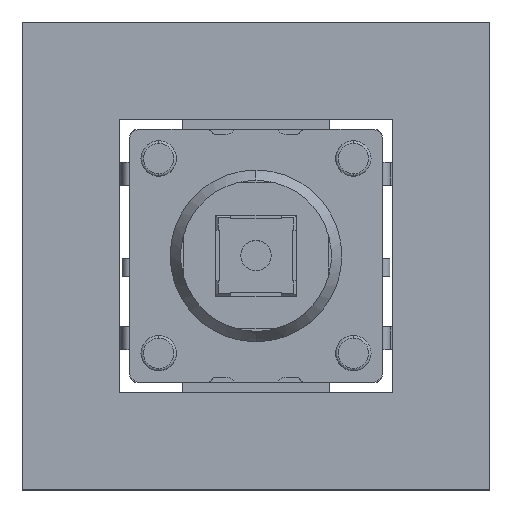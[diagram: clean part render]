
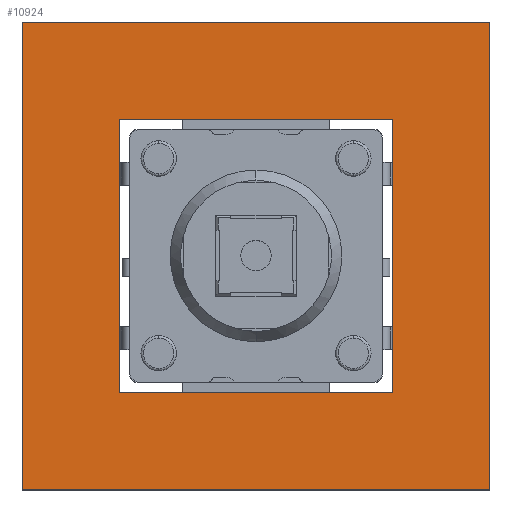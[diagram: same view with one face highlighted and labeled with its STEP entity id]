
A CAD part, top view. The second image highlights one B-rep face of the part: STEP entity #10924.
In plain terms, the highlighted planar face has unit normal (0, 0, 1).
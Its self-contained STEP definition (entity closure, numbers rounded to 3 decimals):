
#10827 = VERTEX_POINT('',#10828);
#10828 = CARTESIAN_POINT('',(9.25,-9.25,0.));
#10845 = VERTEX_POINT('',#10846);
#10846 = CARTESIAN_POINT('',(9.25,9.25,0.));
#10852 = EDGE_CURVE('',#10827,#10845,#10853,.T.);
#10853 = LINE('',#10854,#10855);
#10854 = CARTESIAN_POINT('',(9.25,-9.25,0.));
#10855 = VECTOR('',#10856,1.);
#10856 = DIRECTION('',(0.,1.,0.));
#10867 = VERTEX_POINT('',#10868);
#10868 = CARTESIAN_POINT('',(-9.25,-9.25,0.));
#10883 = EDGE_CURVE('',#10867,#10827,#10884,.T.);
#10884 = LINE('',#10885,#10886);
#10885 = CARTESIAN_POINT('',(-9.25,-9.25,0.));
#10886 = VECTOR('',#10887,1.);
#10887 = DIRECTION('',(1.,0.,0.));
#10907 = VERTEX_POINT('',#10908);
#10908 = CARTESIAN_POINT('',(-9.25,9.25,0.));
#10914 = EDGE_CURVE('',#10845,#10907,#10915,.T.);
#10915 = LINE('',#10916,#10917);
#10916 = CARTESIAN_POINT('',(9.25,9.25,0.));
#10917 = VECTOR('',#10918,1.);
#10918 = DIRECTION('',(-1.,0.,0.));
#10924 = ADVANCED_FACE('',(#10925,#10936),#10970,.T.);
#10925 = FACE_BOUND('',#10926,.T.);
#10926 = EDGE_LOOP('',(#10927,#10928,#10929,#10935));
#10927 = ORIENTED_EDGE('',*,*,#10852,.T.);
#10928 = ORIENTED_EDGE('',*,*,#10914,.T.);
#10929 = ORIENTED_EDGE('',*,*,#10930,.T.);
#10930 = EDGE_CURVE('',#10907,#10867,#10931,.T.);
#10931 = LINE('',#10932,#10933);
#10932 = CARTESIAN_POINT('',(-9.25,9.25,0.));
#10933 = VECTOR('',#10934,1.);
#10934 = DIRECTION('',(0.,-1.,0.));
#10935 = ORIENTED_EDGE('',*,*,#10883,.T.);
#10936 = FACE_BOUND('',#10937,.T.);
#10937 = EDGE_LOOP('',(#10938,#10948,#10956,#10964));
#10938 = ORIENTED_EDGE('',*,*,#10939,.T.);
#10939 = EDGE_CURVE('',#10940,#10942,#10944,.T.);
#10940 = VERTEX_POINT('',#10941);
#10941 = CARTESIAN_POINT('',(5.4,-5.4,0.));
#10942 = VERTEX_POINT('',#10943);
#10943 = CARTESIAN_POINT('',(-5.4,-5.4,0.));
#10944 = LINE('',#10945,#10946);
#10945 = CARTESIAN_POINT('',(5.4,-5.4,0.));
#10946 = VECTOR('',#10947,1.);
#10947 = DIRECTION('',(-1.,0.,0.));
#10948 = ORIENTED_EDGE('',*,*,#10949,.T.);
#10949 = EDGE_CURVE('',#10942,#10950,#10952,.T.);
#10950 = VERTEX_POINT('',#10951);
#10951 = CARTESIAN_POINT('',(-5.4,5.4,0.));
#10952 = LINE('',#10953,#10954);
#10953 = CARTESIAN_POINT('',(-5.4,-5.4,0.));
#10954 = VECTOR('',#10955,1.);
#10955 = DIRECTION('',(0.,1.,0.));
#10956 = ORIENTED_EDGE('',*,*,#10957,.T.);
#10957 = EDGE_CURVE('',#10950,#10958,#10960,.T.);
#10958 = VERTEX_POINT('',#10959);
#10959 = CARTESIAN_POINT('',(5.4,5.4,0.));
#10960 = LINE('',#10961,#10962);
#10961 = CARTESIAN_POINT('',(-5.4,5.4,0.));
#10962 = VECTOR('',#10963,1.);
#10963 = DIRECTION('',(1.,0.,0.));
#10964 = ORIENTED_EDGE('',*,*,#10965,.T.);
#10965 = EDGE_CURVE('',#10958,#10940,#10966,.T.);
#10966 = LINE('',#10967,#10968);
#10967 = CARTESIAN_POINT('',(5.4,5.4,0.));
#10968 = VECTOR('',#10969,1.);
#10969 = DIRECTION('',(0.,-1.,0.));
#10970 = PLANE('',#10971);
#10971 = AXIS2_PLACEMENT_3D('',#10972,#10973,#10974);
#10972 = CARTESIAN_POINT('',(0.,0.,0.));
#10973 = DIRECTION('',(0.,0.,1.));
#10974 = DIRECTION('',(1.,0.,0.));
